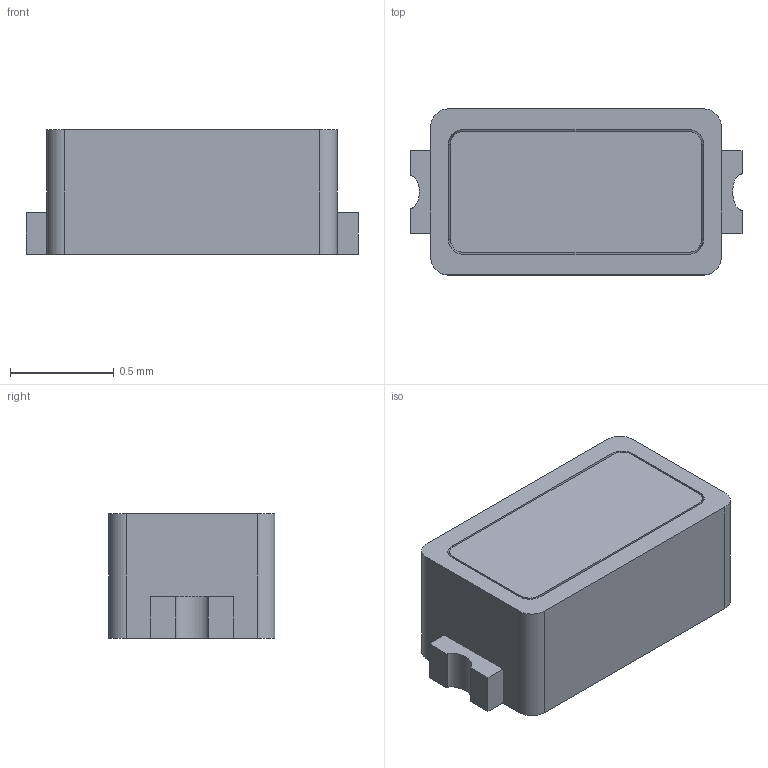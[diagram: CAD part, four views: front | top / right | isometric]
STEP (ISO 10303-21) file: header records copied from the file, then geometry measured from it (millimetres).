
FILE_DESCRIPTION(('FreeCAD Model'),'2;1');
FILE_NAME('Open CASCADE Shape Model','2024-04-16T15:14:59',( 'kicad StepUp'),('ksu MCAD'),'Open CASCADE STEP processor 7.6', 'FreeCAD','Unknown');
FILE_SCHEMA(('AUTOMOTIVE_DESIGN { 1 0 10303 214 1 1 1 1 }'));
Length unit declared in the file: millimetre
Products named in the file (1): LED_Osram_TOPLED_E1608
Bounding box: 1.6 x 0.8 x 0.6 mm (x, y, z)
Surface area: 10.9 mm2
Topology: 4 solids, 4 shells, 59 faces, 150 edges, 100 vertices
Faces by surface type: plane 43, cone 8, cylinder 6, extrusion 2
Entity records: 2245 total; most frequent: CARTESIAN_POINT 326, ORIENTED_EDGE 300, DIRECTION 288, EDGE_CURVE 150, VECTOR 104, LINE 102, VERTEX_POINT 100, AXIS2_PLACEMENT_3D 92
